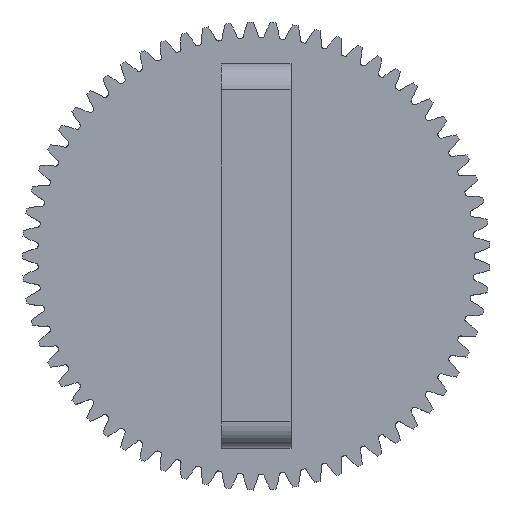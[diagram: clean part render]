
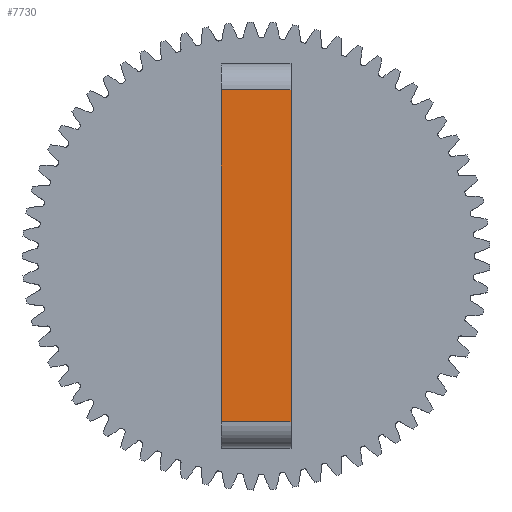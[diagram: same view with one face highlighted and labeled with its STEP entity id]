
A CAD part, top view. The second image highlights one B-rep face of the part: STEP entity #7730.
In plain terms, the highlighted planar face has unit normal (0, 0, 1).
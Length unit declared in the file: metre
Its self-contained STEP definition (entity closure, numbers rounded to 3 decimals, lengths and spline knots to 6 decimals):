
#808=LINE('',#17793,#1224);
#815=LINE('',#17814,#1231);
#821=LINE('',#17831,#1237);
#822=LINE('',#17832,#1238);
#1224=VECTOR('',#10546,1.);
#1231=VECTOR('',#10565,1.);
#1237=VECTOR('',#10581,1.);
#1238=VECTOR('',#10582,1.);
#3886=ORIENTED_EDGE('',*,*,#5106,.F.);
#3887=ORIENTED_EDGE('',*,*,#5126,.T.);
#3888=ORIENTED_EDGE('',*,*,#5117,.T.);
#3889=ORIENTED_EDGE('',*,*,#5127,.T.);
#5106=EDGE_CURVE('',#5925,#5926,#808,.T.);
#5117=EDGE_CURVE('',#5934,#5935,#815,.T.);
#5126=EDGE_CURVE('',#5925,#5934,#821,.F.);
#5127=EDGE_CURVE('',#5935,#5926,#822,.T.);
#5925=VERTEX_POINT('',#17792);
#5926=VERTEX_POINT('',#17794);
#5934=VERTEX_POINT('',#17815);
#5935=VERTEX_POINT('',#17816);
#6882=EDGE_LOOP('',(#3886,#3887,#3888,#3889));
#7306=FACE_BOUND('',#6882,.T.);
#7329=PLANE('',#8554);
#7730=ADVANCED_FACE('',(#7306),#7329,.T.);
#8554=AXIS2_PLACEMENT_3D('',#17830,#10579,#10580);
#10546=DIRECTION('',(0.,-1.,0.));
#10565=DIRECTION('',(0.,-1.,0.));
#10579=DIRECTION('',(0.,0.,1.));
#10580=DIRECTION('',(1.,0.,0.));
#10581=DIRECTION('',(1.,0.,0.));
#10582=DIRECTION('',(1.,0.,0.));
#17792=CARTESIAN_POINT('',(0.021822,0.051195,0.07239));
#17793=CARTESIAN_POINT('',(0.021822,0.027065,0.07239));
#17794=CARTESIAN_POINT('',(0.021822,0.002935,0.07239));
#17814=CARTESIAN_POINT('',(0.011662,0.027065,0.07239));
#17815=CARTESIAN_POINT('',(0.011662,0.051195,0.07239));
#17816=CARTESIAN_POINT('',(0.011662,0.002935,0.07239));
#17830=CARTESIAN_POINT('',(0.,0.019097,0.07239));
#17831=CARTESIAN_POINT('',(0.,0.051195,0.07239));
#17832=CARTESIAN_POINT('',(0.021822,0.002935,0.07239));
